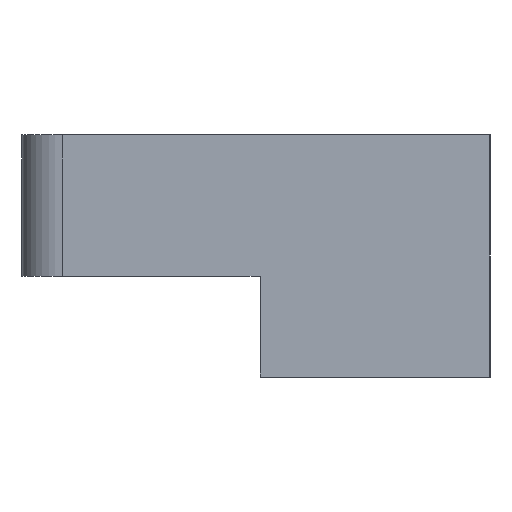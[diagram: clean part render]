
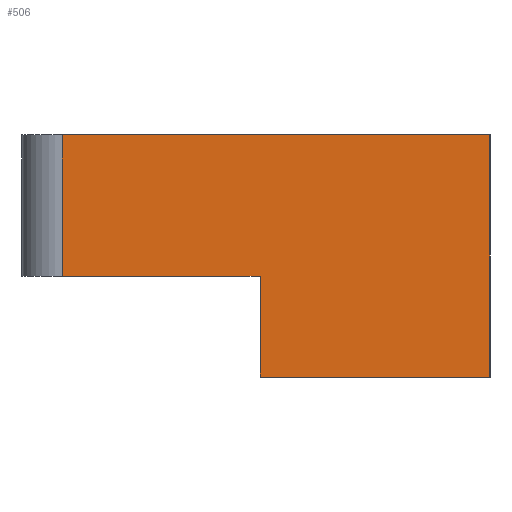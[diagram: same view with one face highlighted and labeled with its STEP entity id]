
A CAD part, left-side view. The second image highlights one B-rep face of the part: STEP entity #506.
In plain terms, the highlighted planar face has unit normal (-1, 0, 0).
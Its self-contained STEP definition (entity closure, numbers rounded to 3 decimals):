
#45 = CARTESIAN_POINT ( 'NONE',  ( 0., 0., 0. ) ) ;
#46 = CARTESIAN_POINT ( 'NONE',  ( 0., 5.7, 0. ) ) ;
#50 = DIRECTION ( 'NONE',  ( 0., 1., 0. ) ) ;
#54 = CARTESIAN_POINT ( 'NONE',  ( 0., 0., 2.5 ) ) ;
#60 = CARTESIAN_POINT ( 'NONE',  ( 0., 0., 6. ) ) ;
#61 = DIRECTION ( 'NONE',  ( 0., 0., -1. ) ) ;
#63 = DIRECTION ( 'NONE',  ( 0., -1., 0. ) ) ;
#64 = CARTESIAN_POINT ( 'NONE',  ( 0., 10.6, 2.5 ) ) ;
#85 = CARTESIAN_POINT ( 'NONE',  ( 0., 0., 0. ) ) ;
#124 = CARTESIAN_POINT ( 'NONE',  ( 0., 10.6, 6. ) ) ;
#134 = DIRECTION ( 'NONE',  ( 0., 0., -1. ) ) ;
#149 = CARTESIAN_POINT ( 'NONE',  ( 0., 5.7, 2.5 ) ) ;
#156 = CARTESIAN_POINT ( 'NONE',  ( 0., 10.6, 6. ) ) ;
#158 = DIRECTION ( 'NONE',  ( 0., 0., -1. ) ) ;
#175 = CARTESIAN_POINT ( 'NONE',  ( 0., 0., 6. ) ) ;
#183 = DIRECTION ( 'NONE',  ( 0., 0., -1. ) ) ;
#187 = CARTESIAN_POINT ( 'NONE',  ( 0., 5.7, 2.5 ) ) ;
#189 = DIRECTION ( 'NONE',  ( 0., -1., 0. ) ) ;
#192 = PLANE ( 'NONE',  #842 ) ;
#199 = CARTESIAN_POINT ( 'NONE',  ( 0., 0., 6. ) ) ;
#228 = DIRECTION ( 'NONE',  ( 1., 0., 0. ) ) ;
#251 = CARTESIAN_POINT ( 'NONE',  ( 0., 0., 6. ) ) ;
#327 = LINE ( 'NONE', #187, #330 ) ;
#330 = VECTOR ( 'NONE', #158, 1000. ) ;
#331 = LINE ( 'NONE', #85, #346 ) ;
#333 = VECTOR ( 'NONE', #189, 1000. ) ;
#334 = LINE ( 'NONE', #199, #333 ) ;
#336 = LINE ( 'NONE', #124, #338 ) ;
#338 = VECTOR ( 'NONE', #134, 1000. ) ;
#342 = LINE ( 'NONE', #60, #344 ) ;
#344 = VECTOR ( 'NONE', #61, 1000. ) ;
#346 = VECTOR ( 'NONE', #63, 1000. ) ;
#347 = LINE ( 'NONE', #54, #350 ) ;
#350 = VECTOR ( 'NONE', #50, 1000. ) ;
#364 = ORIENTED_EDGE ( 'NONE', *, *, #865, .F. ) ;
#399 = FACE_OUTER_BOUND ( 'NONE', #464, .T. ) ;
#464 = EDGE_LOOP ( 'NONE', ( #364, #723, #707, #713, #712, #711 ) ) ;
#506 = ADVANCED_FACE ( 'NONE', ( #399 ), #192, .F. ) ;
#633 = VERTEX_POINT ( 'NONE', #46 ) ;
#635 = VERTEX_POINT ( 'NONE', #64 ) ;
#637 = VERTEX_POINT ( 'NONE', #156 ) ;
#649 = VERTEX_POINT ( 'NONE', #251 ) ;
#661 = VERTEX_POINT ( 'NONE', #45 ) ;
#664 = VERTEX_POINT ( 'NONE', #149 ) ;
#707 = ORIENTED_EDGE ( 'NONE', *, *, #877, .F. ) ;
#711 = ORIENTED_EDGE ( 'NONE', *, *, #874, .F. ) ;
#712 = ORIENTED_EDGE ( 'NONE', *, *, #875, .T. ) ;
#713 = ORIENTED_EDGE ( 'NONE', *, *, #867, .T. ) ;
#723 = ORIENTED_EDGE ( 'NONE', *, *, #870, .T. ) ;
#842 = AXIS2_PLACEMENT_3D ( 'NONE', #175, #228, #183 ) ;
#865 = EDGE_CURVE ( 'NONE', #637, #649, #334, .T. ) ;
#867 = EDGE_CURVE ( 'NONE', #664, #633, #327, .T. ) ;
#870 = EDGE_CURVE ( 'NONE', #637, #635, #336, .T. ) ;
#874 = EDGE_CURVE ( 'NONE', #649, #661, #342, .T. ) ;
#875 = EDGE_CURVE ( 'NONE', #633, #661, #331, .T. ) ;
#877 = EDGE_CURVE ( 'NONE', #664, #635, #347, .T. ) ;
